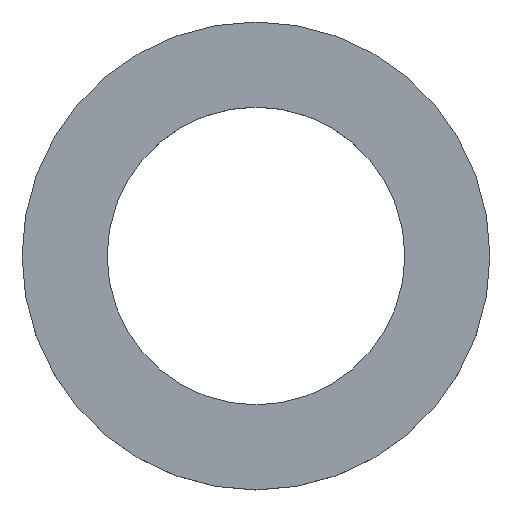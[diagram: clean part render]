
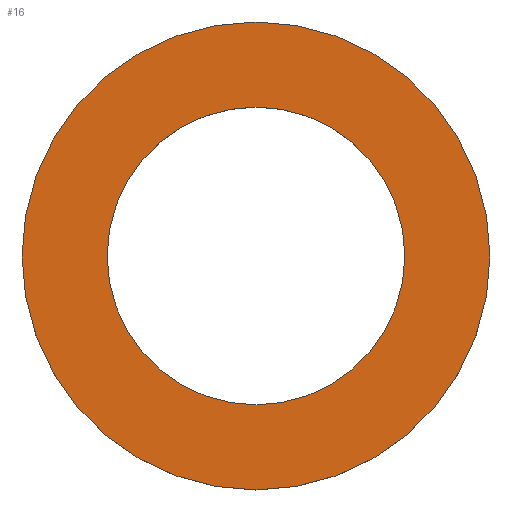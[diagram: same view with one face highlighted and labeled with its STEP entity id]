
A CAD part, top view. The second image highlights one B-rep face of the part: STEP entity #16.
In plain terms, the highlighted planar face has unit normal (0, 0, 1).
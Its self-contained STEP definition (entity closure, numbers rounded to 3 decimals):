
#1 = VERTEX_POINT ( 'NONE', #31 ) ;
#4 = CARTESIAN_POINT ( 'NONE',  ( 10.5, 0., 1.25 ) ) ;
#5 = FACE_OUTER_BOUND ( 'NONE', #98, .T. ) ;
#10 = VERTEX_POINT ( 'NONE', #4 ) ;
#12 = CARTESIAN_POINT ( 'NONE',  ( 0., 0., 1.25 ) ) ;
#16 = ADVANCED_FACE ( 'NONE', ( #5, #39 ), #32, .T. ) ;
#27 = DIRECTION ( 'NONE',  ( 1., 0., 0. ) ) ;
#29 = AXIS2_PLACEMENT_3D ( 'NONE', #61, #126, #30 ) ;
#30 = DIRECTION ( 'NONE',  ( 1., 0., 0. ) ) ;
#31 = CARTESIAN_POINT ( 'NONE',  ( 16.5, 0., 1.25 ) ) ;
#32 = PLANE ( 'NONE',  #132 ) ;
#36 = CIRCLE ( 'NONE', #80, 16.5 ) ;
#39 = FACE_BOUND ( 'NONE', #120, .T. ) ;
#42 = ORIENTED_EDGE ( 'NONE', *, *, #103, .T. ) ;
#58 = DIRECTION ( 'NONE',  ( 0., 0., 1. ) ) ;
#61 = CARTESIAN_POINT ( 'NONE',  ( 0., 0., 1.25 ) ) ;
#77 = ORIENTED_EDGE ( 'NONE', *, *, #85, .F. ) ;
#80 = AXIS2_PLACEMENT_3D ( 'NONE', #12, #134, #113 ) ;
#85 = EDGE_CURVE ( 'NONE', #10, #10, #101, .T. ) ;
#98 = EDGE_LOOP ( 'NONE', ( #42 ) ) ;
#101 = CIRCLE ( 'NONE', #29, 10.5 ) ;
#103 = EDGE_CURVE ( 'NONE', #1, #1, #36, .T. ) ;
#107 = CARTESIAN_POINT ( 'NONE',  ( 0., 0., 1.25 ) ) ;
#113 = DIRECTION ( 'NONE',  ( 1., 0., 0. ) ) ;
#120 = EDGE_LOOP ( 'NONE', ( #77 ) ) ;
#126 = DIRECTION ( 'NONE',  ( 0., 0., 1. ) ) ;
#132 = AXIS2_PLACEMENT_3D ( 'NONE', #107, #58, #27 ) ;
#134 = DIRECTION ( 'NONE',  ( 0., 0., 1. ) ) ;
